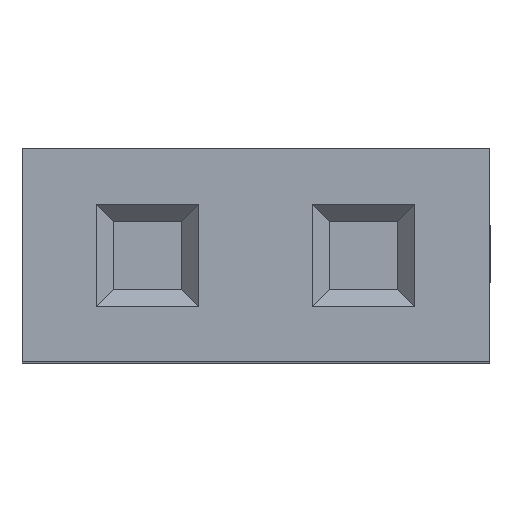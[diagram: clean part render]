
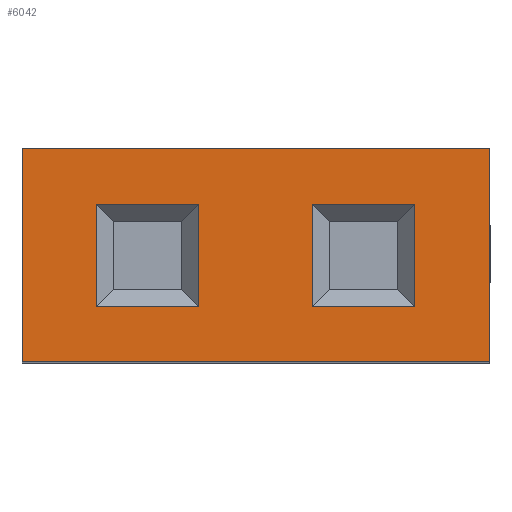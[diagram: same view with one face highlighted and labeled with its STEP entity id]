
A CAD part, top view. The second image highlights one B-rep face of the part: STEP entity #6042.
In plain terms, the highlighted planar face has unit normal (0, 0, 1).
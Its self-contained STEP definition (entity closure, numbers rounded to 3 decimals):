
#387=FACE_BOUND('',#743,.T.);
#388=FACE_BOUND('',#744,.T.);
#404=FACE_OUTER_BOUND('',#742,.T.);
#742=EDGE_LOOP('',(#4069,#4070,#4071,#4072));
#743=EDGE_LOOP('',(#4073,#4074,#4075,#4076));
#744=EDGE_LOOP('',(#4077,#4078,#4079,#4080));
#1074=LINE('',#7956,#1718);
#1215=LINE('',#8749,#1859);
#1218=LINE('',#8754,#1862);
#1221=LINE('',#8759,#1865);
#1222=LINE('',#8763,#1866);
#1223=LINE('',#8765,#1867);
#1224=LINE('',#8767,#1868);
#1225=LINE('',#8768,#1869);
#1226=LINE('',#8771,#1870);
#1227=LINE('',#8773,#1871);
#1228=LINE('',#8775,#1872);
#1229=LINE('',#8776,#1873);
#1718=VECTOR('',#6700,1.);
#1859=VECTOR('',#6913,1.);
#1862=VECTOR('',#6918,1.);
#1865=VECTOR('',#6923,1.);
#1866=VECTOR('',#6926,1.);
#1867=VECTOR('',#6927,1.);
#1868=VECTOR('',#6928,1.);
#1869=VECTOR('',#6929,1.);
#1870=VECTOR('',#6930,1.);
#1871=VECTOR('',#6931,1.);
#1872=VECTOR('',#6932,1.);
#1873=VECTOR('',#6933,1.);
#2362=VERTEX_POINT('',#7953);
#2363=VERTEX_POINT('',#7955);
#2590=VERTEX_POINT('',#8747);
#2591=VERTEX_POINT('',#8752);
#2593=VERTEX_POINT('',#8761);
#2594=VERTEX_POINT('',#8762);
#2595=VERTEX_POINT('',#8764);
#2596=VERTEX_POINT('',#8766);
#2597=VERTEX_POINT('',#8769);
#2598=VERTEX_POINT('',#8770);
#2599=VERTEX_POINT('',#8772);
#2600=VERTEX_POINT('',#8774);
#2944=EDGE_CURVE('',#2363,#2362,#1074,.T.);
#3175=EDGE_CURVE('',#2362,#2590,#1215,.T.);
#3178=EDGE_CURVE('',#2590,#2591,#1218,.T.);
#3181=EDGE_CURVE('',#2591,#2363,#1221,.T.);
#3182=EDGE_CURVE('',#2593,#2594,#1222,.T.);
#3183=EDGE_CURVE('',#2594,#2595,#1223,.T.);
#3184=EDGE_CURVE('',#2595,#2596,#1224,.T.);
#3185=EDGE_CURVE('',#2596,#2593,#1225,.T.);
#3186=EDGE_CURVE('',#2597,#2598,#1226,.T.);
#3187=EDGE_CURVE('',#2598,#2599,#1227,.T.);
#3188=EDGE_CURVE('',#2599,#2600,#1228,.T.);
#3189=EDGE_CURVE('',#2600,#2597,#1229,.T.);
#4069=ORIENTED_EDGE('',*,*,#2944,.T.);
#4070=ORIENTED_EDGE('',*,*,#3175,.T.);
#4071=ORIENTED_EDGE('',*,*,#3178,.T.);
#4072=ORIENTED_EDGE('',*,*,#3181,.T.);
#4073=ORIENTED_EDGE('',*,*,#3182,.T.);
#4074=ORIENTED_EDGE('',*,*,#3183,.T.);
#4075=ORIENTED_EDGE('',*,*,#3184,.T.);
#4076=ORIENTED_EDGE('',*,*,#3185,.T.);
#4077=ORIENTED_EDGE('',*,*,#3186,.T.);
#4078=ORIENTED_EDGE('',*,*,#3187,.T.);
#4079=ORIENTED_EDGE('',*,*,#3188,.T.);
#4080=ORIENTED_EDGE('',*,*,#3189,.T.);
#5579=PLANE('',#6424);
#6042=ADVANCED_FACE('',(#404,#387,#388),#5579,.T.);
#6424=AXIS2_PLACEMENT_3D('',#8760,#6924,#6925);
#6700=DIRECTION('',(0.,1.,0.));
#6913=DIRECTION('',(-1.,0.,0.));
#6918=DIRECTION('',(0.,-1.,0.));
#6923=DIRECTION('',(1.,0.,0.));
#6924=DIRECTION('center_axis',(0.,0.,1.));
#6925=DIRECTION('ref_axis',(1.,0.,0.));
#6926=DIRECTION('',(1.,0.,0.));
#6927=DIRECTION('',(0.,-1.,0.));
#6928=DIRECTION('',(-1.,0.,0.));
#6929=DIRECTION('',(0.,1.,0.));
#6930=DIRECTION('',(1.,0.,0.));
#6931=DIRECTION('',(0.,-1.,0.));
#6932=DIRECTION('',(-1.,0.,0.));
#6933=DIRECTION('',(0.,1.,0.));
#7953=CARTESIAN_POINT('',(2.74,1.25,8.5));
#7955=CARTESIAN_POINT('',(2.74,-1.25,8.5));
#7956=CARTESIAN_POINT('',(2.74,1.25,8.5));
#8747=CARTESIAN_POINT('',(-2.74,1.25,8.5));
#8749=CARTESIAN_POINT('',(-2.74,1.25,8.5));
#8752=CARTESIAN_POINT('',(-2.74,-1.25,8.5));
#8754=CARTESIAN_POINT('',(-2.74,1.25,8.5));
#8759=CARTESIAN_POINT('',(-2.74,-1.25,8.5));
#8760=CARTESIAN_POINT('Origin',(0.,0.,8.5));
#8761=CARTESIAN_POINT('',(0.67,0.6,8.5));
#8762=CARTESIAN_POINT('',(1.87,0.6,8.5));
#8763=CARTESIAN_POINT('',(1.67,0.6,8.5));
#8764=CARTESIAN_POINT('',(1.87,-0.6,8.5));
#8765=CARTESIAN_POINT('',(1.87,-0.4,8.5));
#8766=CARTESIAN_POINT('',(0.67,-0.6,8.5));
#8767=CARTESIAN_POINT('',(0.87,-0.6,8.5));
#8768=CARTESIAN_POINT('',(0.67,0.4,8.5));
#8769=CARTESIAN_POINT('',(-1.87,0.6,8.5));
#8770=CARTESIAN_POINT('',(-0.67,0.6,8.5));
#8771=CARTESIAN_POINT('',(-0.87,0.6,8.5));
#8772=CARTESIAN_POINT('',(-0.67,-0.6,8.5));
#8773=CARTESIAN_POINT('',(-0.67,-0.4,8.5));
#8774=CARTESIAN_POINT('',(-1.87,-0.6,8.5));
#8775=CARTESIAN_POINT('',(-1.67,-0.6,8.5));
#8776=CARTESIAN_POINT('',(-1.87,0.4,8.5));
